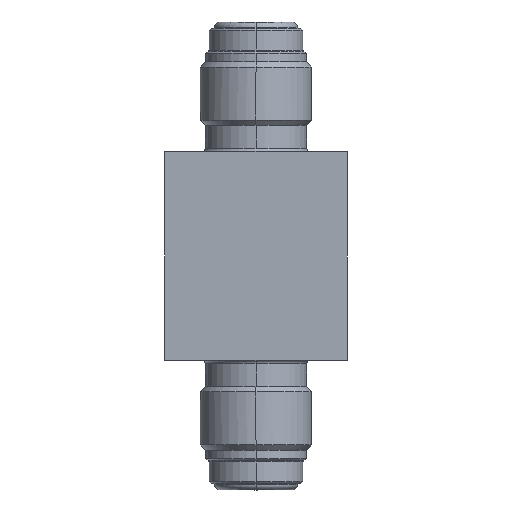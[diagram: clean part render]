
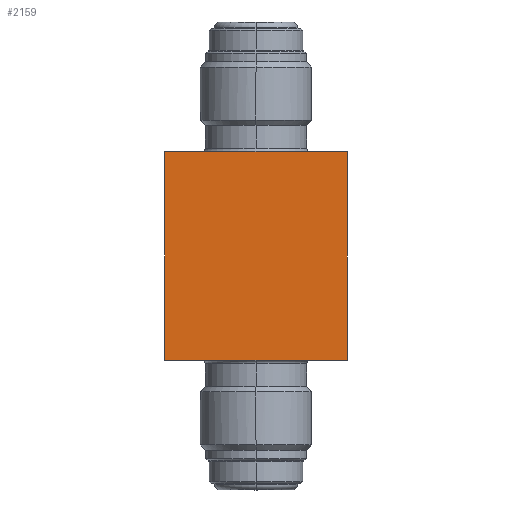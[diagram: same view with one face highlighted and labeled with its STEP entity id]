
A CAD part, front view. The second image highlights one B-rep face of the part: STEP entity #2159.
In plain terms, the highlighted planar face has unit normal (0, -1, 0).
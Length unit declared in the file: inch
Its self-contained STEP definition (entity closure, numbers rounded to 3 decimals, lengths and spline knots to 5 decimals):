
#204 = DIRECTION ( 'NONE',  ( 0., -1., 0. ) ) ;
#756 = VECTOR ( 'NONE', #7175, 39.37008 ) ;
#1090 = DIRECTION ( 'NONE',  ( -1., 0., 0. ) ) ;
#1270 = LINE ( 'NONE', #5329, #7267 ) ;
#1960 = EDGE_LOOP ( 'NONE', ( #4950, #2018, #7852, #9744 ) ) ;
#2018 = ORIENTED_EDGE ( 'NONE', *, *, #9060, .T. ) ;
#2074 = CARTESIAN_POINT ( 'NONE',  ( -0.89948, 0., -0.5 ) ) ;
#2159 = ADVANCED_FACE ( 'NONE', ( #5513 ), #4902, .T. ) ;
#2858 = LINE ( 'NONE', #4822, #756 ) ;
#2983 = LINE ( 'NONE', #2074, #4820 ) ;
#3353 = VERTEX_POINT ( 'NONE', #9030 ) ;
#4321 = CARTESIAN_POINT ( 'NONE',  ( -0.89948, 0., 0.5 ) ) ;
#4463 = LINE ( 'NONE', #6574, #8381 ) ;
#4820 = VECTOR ( 'NONE', #5214, 39.37008 ) ;
#4822 = CARTESIAN_POINT ( 'NONE',  ( -1.77448, 0., 0.5 ) ) ;
#4902 = PLANE ( 'NONE',  #8774 ) ;
#4950 = ORIENTED_EDGE ( 'NONE', *, *, #8569, .F. ) ;
#5214 = DIRECTION ( 'NONE',  ( 0., 0., 1. ) ) ;
#5329 = CARTESIAN_POINT ( 'NONE',  ( -1.77448, 0., 0.5 ) ) ;
#5513 = FACE_OUTER_BOUND ( 'NONE', #1960, .T. ) ;
#5689 = DIRECTION ( 'NONE',  ( 0., 0., 1. ) ) ;
#6574 = CARTESIAN_POINT ( 'NONE',  ( -0.89948, 0., -0.5 ) ) ;
#6875 = DIRECTION ( 'NONE',  ( 1., 0., 0. ) ) ;
#7175 = DIRECTION ( 'NONE',  ( 0., 0., -1. ) ) ;
#7267 = VECTOR ( 'NONE', #6875, 39.37008 ) ;
#7357 = VERTEX_POINT ( 'NONE', #7980 ) ;
#7852 = ORIENTED_EDGE ( 'NONE', *, *, #8684, .F. ) ;
#7980 = CARTESIAN_POINT ( 'NONE',  ( -1.77448, 0., 0.5 ) ) ;
#8016 = CARTESIAN_POINT ( 'NONE',  ( -0.89948, 0., 0.5 ) ) ;
#8381 = VECTOR ( 'NONE', #1090, 39.37008 ) ;
#8463 = VERTEX_POINT ( 'NONE', #9952 ) ;
#8569 = EDGE_CURVE ( 'NONE', #7357, #8767, #1270, .T. ) ;
#8684 = EDGE_CURVE ( 'NONE', #3353, #8463, #4463, .T. ) ;
#8767 = VERTEX_POINT ( 'NONE', #4321 ) ;
#8774 = AXIS2_PLACEMENT_3D ( 'NONE', #8016, #204, #5689 ) ;
#8831 = EDGE_CURVE ( 'NONE', #3353, #8767, #2983, .T. ) ;
#9030 = CARTESIAN_POINT ( 'NONE',  ( -0.89948, 0., -0.5 ) ) ;
#9060 = EDGE_CURVE ( 'NONE', #7357, #8463, #2858, .T. ) ;
#9744 = ORIENTED_EDGE ( 'NONE', *, *, #8831, .T. ) ;
#9952 = CARTESIAN_POINT ( 'NONE',  ( -1.77448, 0., -0.5 ) ) ;
